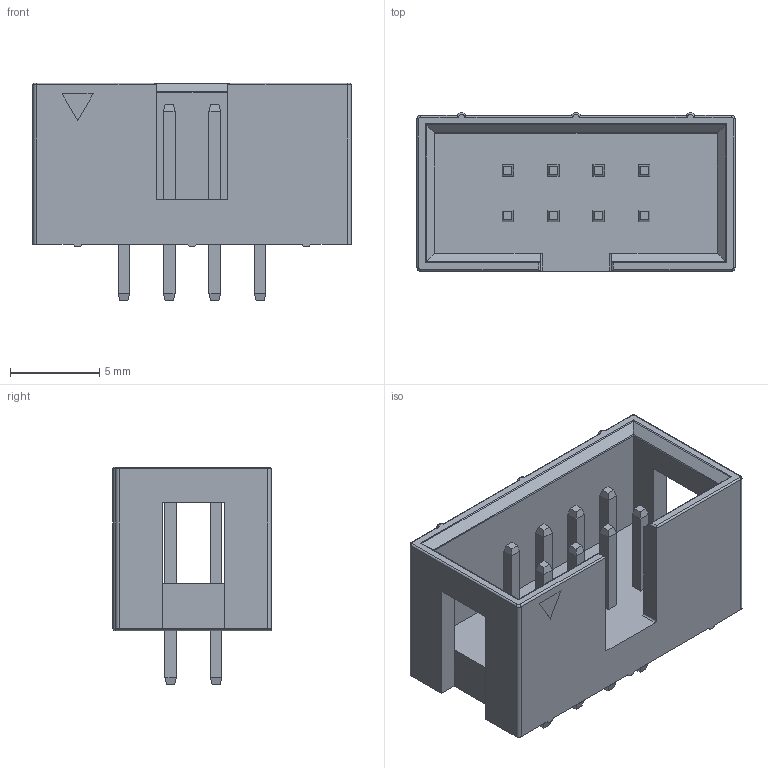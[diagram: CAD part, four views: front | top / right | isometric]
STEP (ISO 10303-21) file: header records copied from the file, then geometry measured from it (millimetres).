
FILE_DESCRIPTION(('FreeCAD Model'),'2;1');
FILE_NAME('Open CASCADE Shape Model','2024-04-12T21:48:03',('Author'),( ''),'Open CASCADE STEP processor 7.6','FreeCAD','Unknown');
FILE_SCHEMA(('AUTOMOTIVE_DESIGN { 1 0 10303 214 1 1 1 1 }'));
Length unit declared in the file: millimetre
Products named in the file (7): U2; IDC-TH_8P-P2.54-V-R2-C4-S2.54; COMPOUND020; COMPOUND016; COMPOUND017; COMPOUND018; COMPOUND019
Assembly tree (6 placements, depth 4):
  U2
    IDC-TH_8P-P2.54-V-R2-C4-S2.54
      COMPOUND020
        COMPOUND016
        COMPOUND017
        COMPOUND018
        COMPOUND019
Bounding box: 17.78 x 8.85 x 12.17 mm (x, y, z)
Volume: 655.1 mm3; surface area: 1165.6 mm2
Topology: 4 solids, 4 shells, 456 faces, 1152 edges, 724 vertices
Faces by surface type: plane 313, bspline 98, cylinder 32, revolution 8, torus 5
Entity records: 16326 total; most frequent: CARTESIAN_POINT 3887, ORIENTED_EDGE 2280, DIRECTION 1689, EDGE_CURVE 1140, LINE 873, VECTOR 873, VERTEX_POINT 724, FACE_BOUND 492
